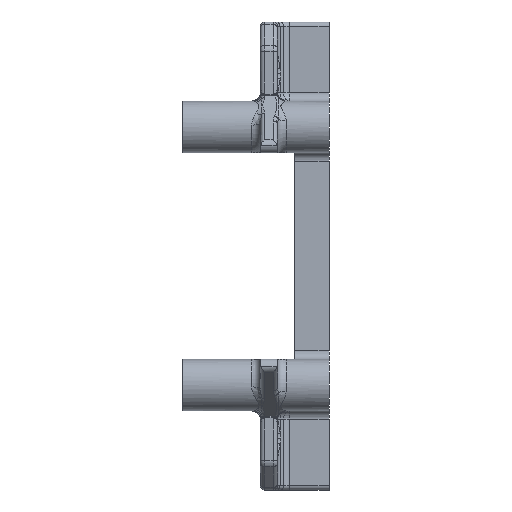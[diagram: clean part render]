
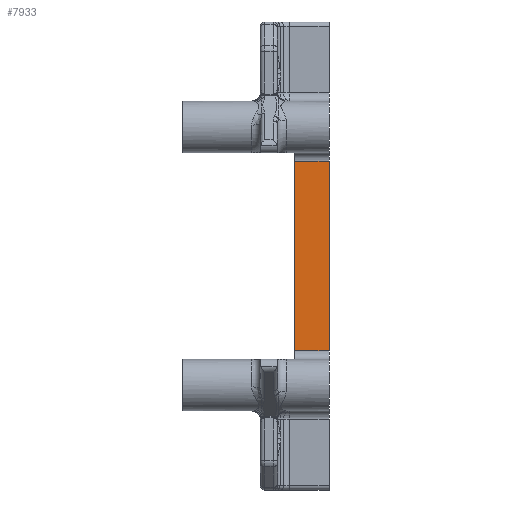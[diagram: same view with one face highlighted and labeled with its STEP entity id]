
A CAD part, left-side view. The second image highlights one B-rep face of the part: STEP entity #7933.
In plain terms, the highlighted planar face has unit normal (-1, 0, 0).
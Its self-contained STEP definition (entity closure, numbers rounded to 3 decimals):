
#301 = VECTOR ( 'NONE', #5852, 1000. ) ;
#669 = CARTESIAN_POINT ( 'NONE',  ( -17.2, 0., 11. ) ) ;
#725 = VERTEX_POINT ( 'NONE', #669 ) ;
#761 = LINE ( 'NONE', #9429, #4349 ) ;
#1130 = DIRECTION ( 'NONE',  ( 0., 0., 1. ) ) ;
#1215 = CARTESIAN_POINT ( 'NONE',  ( -17.2, 0., -11. ) ) ;
#1271 = VERTEX_POINT ( 'NONE', #5289 ) ;
#1293 = ORIENTED_EDGE ( 'NONE', *, *, #2400, .T. ) ;
#1473 = AXIS2_PLACEMENT_3D ( 'NONE', #9259, #4055, #1130 ) ;
#1913 = CARTESIAN_POINT ( 'NONE',  ( -17.2, 4., 0. ) ) ;
#2108 = PLANE ( 'NONE',  #1473 ) ;
#2400 = EDGE_CURVE ( 'NONE', #4237, #9461, #2862, .T. ) ;
#2835 = LINE ( 'NONE', #1913, #301 ) ;
#2862 = LINE ( 'NONE', #2994, #11671 ) ;
#2994 = CARTESIAN_POINT ( 'NONE',  ( -17.2, 4., -11. ) ) ;
#3059 = EDGE_CURVE ( 'NONE', #1271, #4237, #2835, .T. ) ;
#3115 = DIRECTION ( 'NONE',  ( 0., -1., 0. ) ) ;
#4055 = DIRECTION ( 'NONE',  ( -1., 0., 0. ) ) ;
#4237 = VERTEX_POINT ( 'NONE', #10232 ) ;
#4254 = ORIENTED_EDGE ( 'NONE', *, *, #5763, .T. ) ;
#4322 = ORIENTED_EDGE ( 'NONE', *, *, #9663, .F. ) ;
#4349 = VECTOR ( 'NONE', #8393, 1000. ) ;
#5210 = DIRECTION ( 'NONE',  ( 0., 1., 0. ) ) ;
#5289 = CARTESIAN_POINT ( 'NONE',  ( -17.2, 4., 11. ) ) ;
#5763 = EDGE_CURVE ( 'NONE', #725, #1271, #10851, .T. ) ;
#5852 = DIRECTION ( 'NONE',  ( 0., 0., -1. ) ) ;
#5990 = VECTOR ( 'NONE', #5210, 1000. ) ;
#6093 = ORIENTED_EDGE ( 'NONE', *, *, #3059, .T. ) ;
#6556 = EDGE_LOOP ( 'NONE', ( #4322, #4254, #6093, #1293 ) ) ;
#6943 = FACE_OUTER_BOUND ( 'NONE', #6556, .T. ) ;
#7933 = ADVANCED_FACE ( 'NONE', ( #6943 ), #2108, .T. ) ;
#8393 = DIRECTION ( 'NONE',  ( 0., 0., -1. ) ) ;
#9259 = CARTESIAN_POINT ( 'NONE',  ( -17.2, 4., 0. ) ) ;
#9429 = CARTESIAN_POINT ( 'NONE',  ( -17.2, 0., 0. ) ) ;
#9461 = VERTEX_POINT ( 'NONE', #1215 ) ;
#9663 = EDGE_CURVE ( 'NONE', #725, #9461, #761, .T. ) ;
#10232 = CARTESIAN_POINT ( 'NONE',  ( -17.2, 4., -11. ) ) ;
#10851 = LINE ( 'NONE', #12191, #5990 ) ;
#11671 = VECTOR ( 'NONE', #3115, 1000. ) ;
#12191 = CARTESIAN_POINT ( 'NONE',  ( -17.2, 4., 11. ) ) ;
